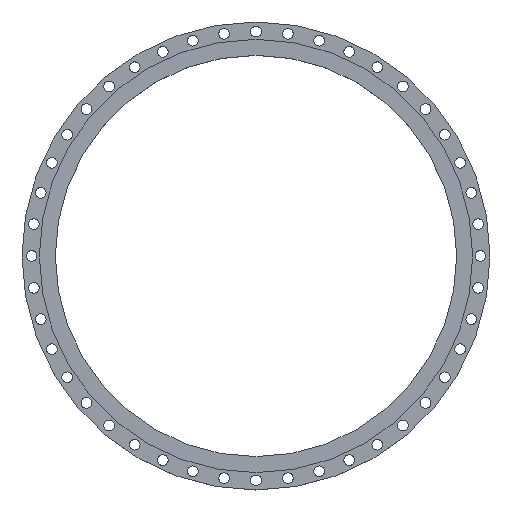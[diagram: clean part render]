
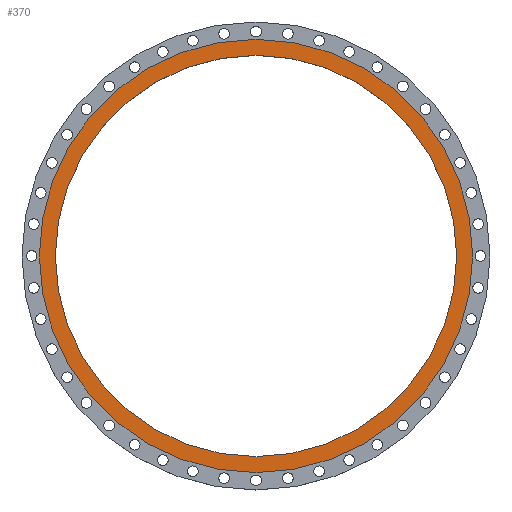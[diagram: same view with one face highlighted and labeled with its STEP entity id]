
A CAD part, top view. The second image highlights one B-rep face of the part: STEP entity #370.
In plain terms, the highlighted planar face has unit normal (0, 0, 1).
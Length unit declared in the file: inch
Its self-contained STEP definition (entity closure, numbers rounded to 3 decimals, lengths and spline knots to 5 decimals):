
#5 = CARTESIAN_POINT ( 'NONE',  ( 0., 0., 0. ) ) ;
#50 = CARTESIAN_POINT ( 'NONE',  ( 0., 0., 0. ) ) ;
#126 = ORIENTED_EDGE ( 'NONE', *, *, #699, .T. ) ;
#159 = DIRECTION ( 'NONE',  ( 0., 0., 1. ) ) ;
#162 = DIRECTION ( 'NONE',  ( -1., 0., 0. ) ) ;
#168 = CARTESIAN_POINT ( 'NONE',  ( 0., 0., 0. ) ) ;
#205 = VERTEX_POINT ( 'NONE', #1414 ) ;
#370 = ADVANCED_FACE ( 'NONE', ( #3580, #980 ), #2138, .F. ) ;
#372 = DIRECTION ( 'NONE',  ( 0., 0., 1. ) ) ;
#398 = CARTESIAN_POINT ( 'NONE',  ( 0., 23.5, 0. ) ) ;
#672 = CARTESIAN_POINT ( 'NONE',  ( 23.5, 0., 0. ) ) ;
#699 = EDGE_CURVE ( 'NONE', #2982, #205, #3726, .T. ) ;
#719 = DIRECTION ( 'NONE',  ( 0., 0., 1. ) ) ;
#928 = ORIENTED_EDGE ( 'NONE', *, *, #2815, .T. ) ;
#971 = DIRECTION ( 'NONE',  ( 1., 0., 0. ) ) ;
#980 = FACE_OUTER_BOUND ( 'NONE', #1229, .T. ) ;
#1020 = DIRECTION ( 'NONE',  ( 1., 0., 0. ) ) ;
#1143 = ORIENTED_EDGE ( 'NONE', *, *, #3270, .F. ) ;
#1211 = DIRECTION ( 'NONE',  ( 0., 0., 1. ) ) ;
#1229 = EDGE_LOOP ( 'NONE', ( #126, #928 ) ) ;
#1339 = ORIENTED_EDGE ( 'NONE', *, *, #3664, .F. ) ;
#1414 = CARTESIAN_POINT ( 'NONE',  ( -25.375, 0., 0. ) ) ;
#1553 = AXIS2_PLACEMENT_3D ( 'NONE', #50, #159, #1020 ) ;
#1733 = EDGE_LOOP ( 'NONE', ( #1143, #1339 ) ) ;
#1786 = CIRCLE ( 'NONE', #2946, 25.375 ) ;
#1800 = AXIS2_PLACEMENT_3D ( 'NONE', #3500, #1211, #2062 ) ;
#1883 = CARTESIAN_POINT ( 'NONE',  ( 25.375, 0., 0. ) ) ;
#2062 = DIRECTION ( 'NONE',  ( 1., 0., 0. ) ) ;
#2099 = AXIS2_PLACEMENT_3D ( 'NONE', #5, #372, #971 ) ;
#2124 = VERTEX_POINT ( 'NONE', #672 ) ;
#2138 = PLANE ( 'NONE',  #3547 ) ;
#2173 = DIRECTION ( 'NONE',  ( 1., 0., 0. ) ) ;
#2419 = CARTESIAN_POINT ( 'NONE',  ( -23.5, 0., 0. ) ) ;
#2465 = DIRECTION ( 'NONE',  ( 0., 0., -1. ) ) ;
#2530 = CIRCLE ( 'NONE', #2099, 23.5 ) ;
#2815 = EDGE_CURVE ( 'NONE', #205, #2982, #1786, .T. ) ;
#2935 = CIRCLE ( 'NONE', #1553, 23.5 ) ;
#2946 = AXIS2_PLACEMENT_3D ( 'NONE', #168, #719, #2173 ) ;
#2982 = VERTEX_POINT ( 'NONE', #1883 ) ;
#3205 = VERTEX_POINT ( 'NONE', #2419 ) ;
#3270 = EDGE_CURVE ( 'NONE', #2124, #3205, #2935, .T. ) ;
#3500 = CARTESIAN_POINT ( 'NONE',  ( 0., 0., 0. ) ) ;
#3547 = AXIS2_PLACEMENT_3D ( 'NONE', #398, #2465, #162 ) ;
#3580 = FACE_BOUND ( 'NONE', #1733, .T. ) ;
#3664 = EDGE_CURVE ( 'NONE', #3205, #2124, #2530, .T. ) ;
#3726 = CIRCLE ( 'NONE', #1800, 25.375 ) ;
